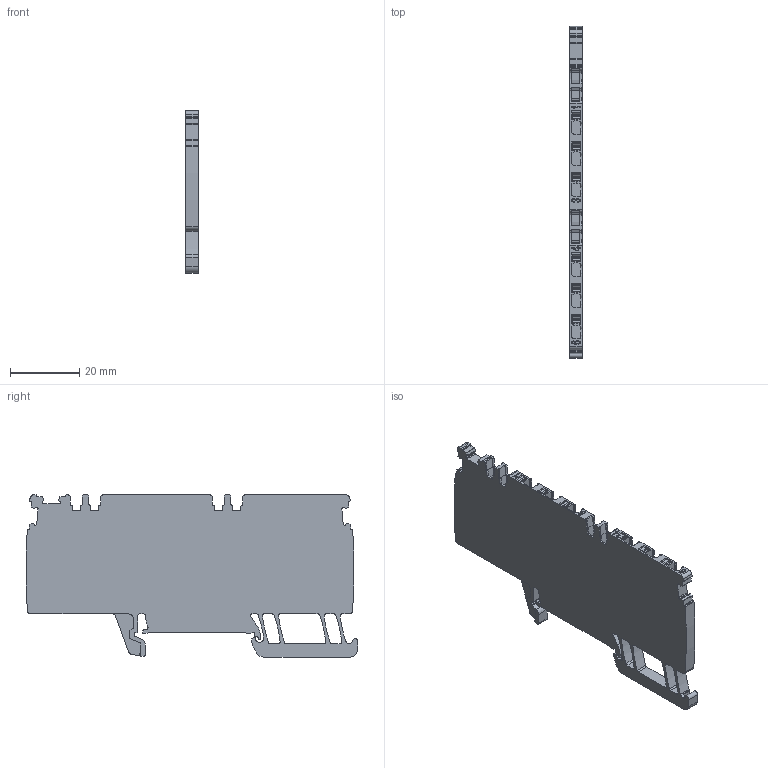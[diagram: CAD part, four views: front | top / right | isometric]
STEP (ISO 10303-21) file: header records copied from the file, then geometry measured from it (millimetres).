
FILE_DESCRIPTION(('CATIA V5R24 STEP','CAx-IF Rec.Pracs.--- Model Styling and Organization---1.2---2011-12-15'),'2;1');
FILE_NAME ('7821367_2', '2017-06-20T08:46:49+00:00', ('Weidmueller Interface'), ('Weidmueller'), 'CATIA Version 5-6 Release 2014 SP4 HF52', 'CATIA V5 STEP AP214', 'none');
FILE_SCHEMA(('AUTOMOTIVE_DESIGN { 1 0 10303 214 1 1 1 1 }'));
Length unit declared in the file: millimetre
Products named in the file (1): 1988280000_AAP13_1-5_LI-LI
Bounding box: 3.5 x 95.8 x 46.8 mm (x, y, z)
Volume: 11535.6 mm3; surface area: 9743.6 mm2
Topology: 7 solids, 7 shells, 802 faces, 2338 edges, 1564 vertices
Faces by surface type: plane 467, cylinder 297, extrusion 38
Entity records: 27064 total; most frequent: CARTESIAN_POINT 5598, ORIENTED_EDGE 4676, DIRECTION 3579, EDGE_CURVE 2338, VECTOR 1688, LINE 1650, VERTEX_POINT 1564, AXIS2_PLACEMENT_3D 1244
